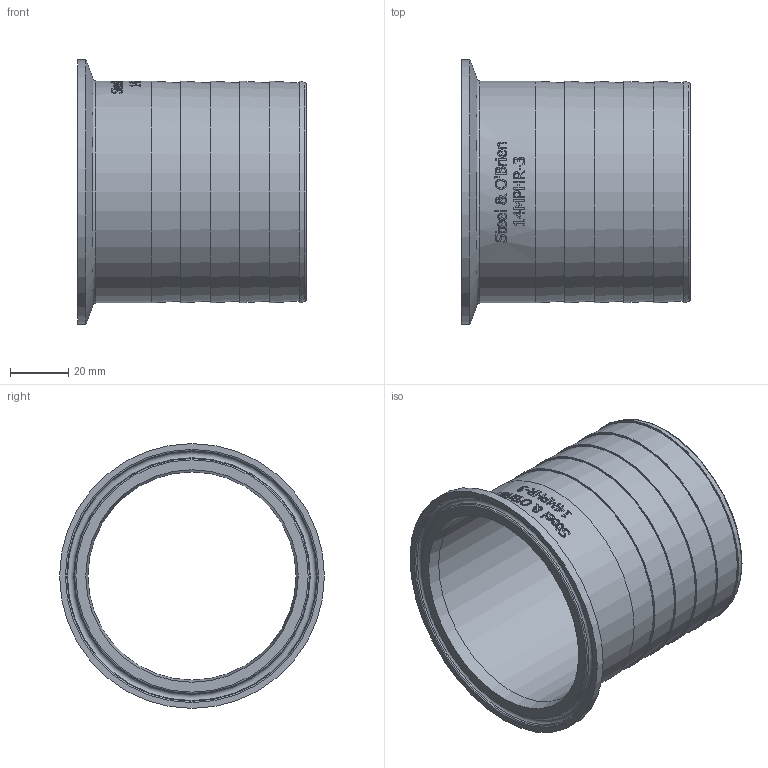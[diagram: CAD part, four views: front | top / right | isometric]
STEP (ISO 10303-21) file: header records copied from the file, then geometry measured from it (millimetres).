
FILE_DESCRIPTION(/* description */ (''),/* implementation_level */ '2;1');
FILE_NAME(/* name */ '14MPHR-3.stp',/* time_stamp */ '2021-11-16T11:25:17-05:00',/* author */ ('rick'),/* organization */ (''),/* preprocessor_version */ 'ST-DEVELOPER v18.1',/* originating_system */ 'Autodesk Inventor 2020',/* authorisation */ '');
FILE_SCHEMA (('AUTOMOTIVE_DESIGN { 1 0 10303 214 3 1 1 }'));
Length unit declared in the file: inch
Products named in the file (1): 14MPHR-3
Bounding box: 78.56 x 90.91 x 90.91 mm (x, y, z)
Volume: 45890.3 mm3; surface area: 41749 mm2
Topology: 1 solids, 1 shells, 374 faces, 1023 edges, 690 vertices
Faces by surface type: plane 168, bspline 154, cylinder 36, cone 10, torus 6
Full cylindrical faces by diameter (mm): 71.425 x1, 76.2 x1, 90.907 x1
Entity records: 15152 total; most frequent: CARTESIAN_POINT 6369, ORIENTED_EDGE 2046, DIRECTION 1409, EDGE_CURVE 1023, VERTEX_POINT 690, AXIS2_PLACEMENT_3D 473, LINE 463, VECTOR 463
